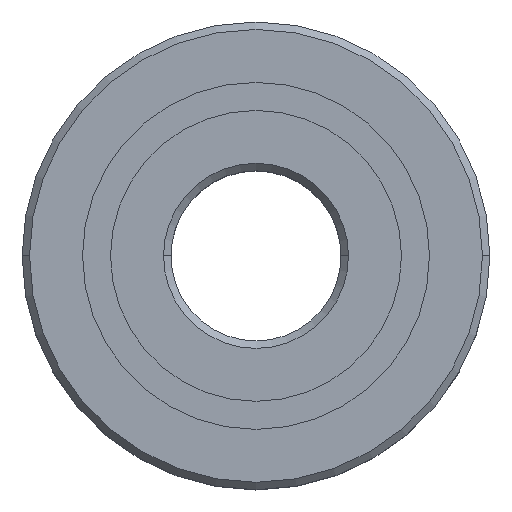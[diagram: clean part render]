
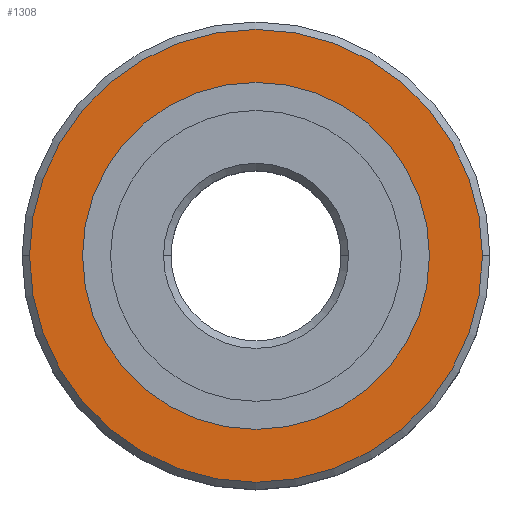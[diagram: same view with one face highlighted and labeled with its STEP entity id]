
A CAD part, top view. The second image highlights one B-rep face of the part: STEP entity #1308.
In plain terms, the highlighted planar face has unit normal (0, 0, 1).
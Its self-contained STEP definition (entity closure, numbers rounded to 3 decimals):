
#31 = CARTESIAN_POINT ( 'NONE',  ( 8.159, 0., 3.5 ) ) ;
#96 = CIRCLE ( 'NONE', #387, 10.65 ) ;
#98 = EDGE_CURVE ( 'NONE', #162, #1322, #96, .T. ) ;
#162 = VERTEX_POINT ( 'NONE', #1055 ) ;
#163 = VERTEX_POINT ( 'NONE', #31 ) ;
#185 = DIRECTION ( 'NONE',  ( 1., 0., 0. ) ) ;
#249 = DIRECTION ( 'NONE',  ( 0., 0., 1. ) ) ;
#340 = CARTESIAN_POINT ( 'NONE',  ( 0., 0., 3.5 ) ) ;
#387 = AXIS2_PLACEMENT_3D ( 'NONE', #543, #638, #658 ) ;
#401 = CIRCLE ( 'NONE', #411, 8.159 ) ;
#411 = AXIS2_PLACEMENT_3D ( 'NONE', #1019, #519, #662 ) ;
#427 = CARTESIAN_POINT ( 'NONE',  ( 0., 10.65, 3.5 ) ) ;
#433 = AXIS2_PLACEMENT_3D ( 'NONE', #340, #1090, #185 ) ;
#501 = CARTESIAN_POINT ( 'NONE',  ( 0., 0., 3.5 ) ) ;
#519 = DIRECTION ( 'NONE',  ( 0., 0., 1. ) ) ;
#543 = CARTESIAN_POINT ( 'NONE',  ( 0., 0., 3.5 ) ) ;
#595 = CIRCLE ( 'NONE', #433, 8.159 ) ;
#638 = DIRECTION ( 'NONE',  ( 0., 0., 1. ) ) ;
#650 = EDGE_CURVE ( 'NONE', #163, #801, #595, .T. ) ;
#658 = DIRECTION ( 'NONE',  ( 1., 0., 0. ) ) ;
#662 = DIRECTION ( 'NONE',  ( 1., 0., 0. ) ) ;
#674 = EDGE_LOOP ( 'NONE', ( #1114, #943 ) ) ;
#675 = DIRECTION ( 'NONE',  ( -1., 0., 0. ) ) ;
#683 = CARTESIAN_POINT ( 'NONE',  ( -10.65, 0., 3.5 ) ) ;
#692 = PLANE ( 'NONE',  #835 ) ;
#710 = ORIENTED_EDGE ( 'NONE', *, *, #650, .F. ) ;
#801 = VERTEX_POINT ( 'NONE', #1392 ) ;
#835 = AXIS2_PLACEMENT_3D ( 'NONE', #427, #1312, #675 ) ;
#943 = ORIENTED_EDGE ( 'NONE', *, *, #98, .T. ) ;
#1009 = DIRECTION ( 'NONE',  ( 1., 0., 0. ) ) ;
#1019 = CARTESIAN_POINT ( 'NONE',  ( 0., 0., 3.5 ) ) ;
#1024 = CIRCLE ( 'NONE', #1540, 10.65 ) ;
#1053 = EDGE_CURVE ( 'NONE', #1322, #162, #1024, .T. ) ;
#1055 = CARTESIAN_POINT ( 'NONE',  ( 10.65, 0., 3.5 ) ) ;
#1090 = DIRECTION ( 'NONE',  ( 0., 0., 1. ) ) ;
#1114 = ORIENTED_EDGE ( 'NONE', *, *, #1053, .T. ) ;
#1194 = EDGE_CURVE ( 'NONE', #801, #163, #401, .T. ) ;
#1207 = FACE_BOUND ( 'NONE', #1633, .T. ) ;
#1308 = ADVANCED_FACE ( 'NONE', ( #1207, #1460 ), #692, .F. ) ;
#1312 = DIRECTION ( 'NONE',  ( 0., 0., -1. ) ) ;
#1322 = VERTEX_POINT ( 'NONE', #683 ) ;
#1392 = CARTESIAN_POINT ( 'NONE',  ( -8.159, 0., 3.5 ) ) ;
#1460 = FACE_OUTER_BOUND ( 'NONE', #674, .T. ) ;
#1517 = ORIENTED_EDGE ( 'NONE', *, *, #1194, .F. ) ;
#1540 = AXIS2_PLACEMENT_3D ( 'NONE', #501, #249, #1009 ) ;
#1633 = EDGE_LOOP ( 'NONE', ( #710, #1517 ) ) ;
